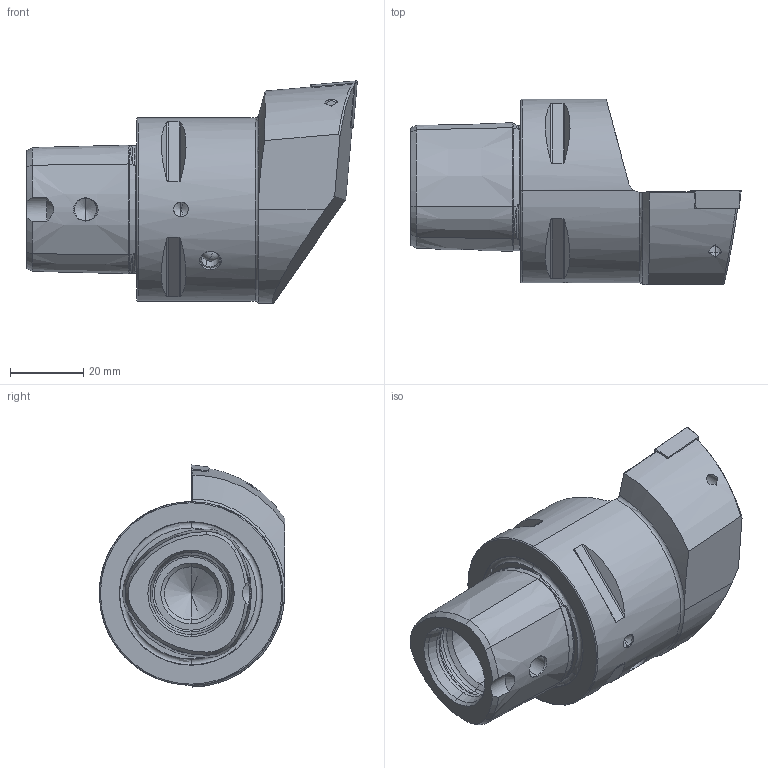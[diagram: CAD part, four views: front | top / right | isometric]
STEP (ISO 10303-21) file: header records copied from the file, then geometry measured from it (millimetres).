
FILE_DESCRIPTION (( 'STEP AP203' ), '1' );
FILE_NAME ('PS5-KCC.LLA.060.STEP', '2012-04-16T07:37:16', ( 'SwiAdmin' ), ( '' ), 'SwSTEP 2.0', 'SolidWorks 2012', '' );
FILE_SCHEMA (( 'CONFIG_CONTROL_DESIGN' ));
Length unit declared in the file: millimetre
Products named in the file (5): PS5-KCC.LLA.060_A; PS5-KCC.LLA.060; KVT_MB_600_060; CCMT120404; WCC-ER2.001.010_A
Assembly tree (4 placements, depth 2):
  PS5-KCC.LLA.060
    PS5-KCC.LLA.060_A
    WCC-ER2.001.010_A
    CCMT120404
    KVT_MB_600_060
Bounding box: 90 x 50.5 x 60.5 mm (x, y, z)
Volume: 94439.4 mm3; surface area: 20101.4 mm2
Topology: 5 solids, 5 shells, 269 faces, 655 edges, 385 vertices
Faces by surface type: cone 97, cylinder 71, plane 49, torus 37, bspline 13, sphere 2
Entity records: 9275 total; most frequent: CARTESIAN_POINT 2808, ORIENTED_EDGE 1256, DIRECTION 1233, EDGE_CURVE 628, AXIS2_PLACEMENT_3D 500, VERTEX_POINT 382, EDGE_LOOP 292, FACE_OUTER_BOUND 269
